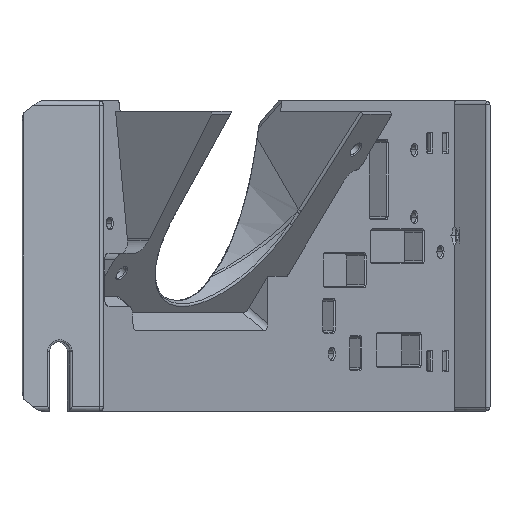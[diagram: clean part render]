
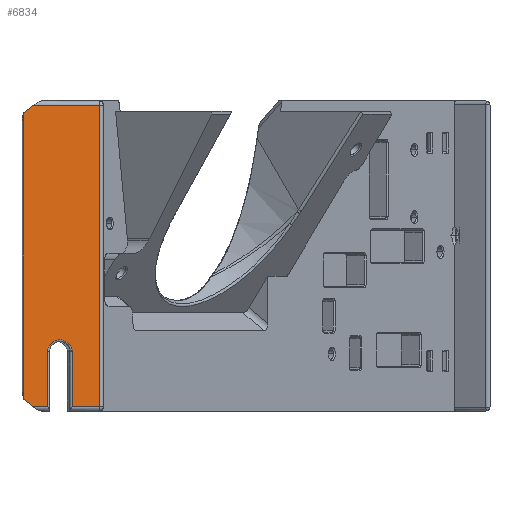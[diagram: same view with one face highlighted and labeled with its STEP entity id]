
A CAD part, front view. The second image highlights one B-rep face of the part: STEP entity #6834.
In plain terms, the highlighted planar face has unit normal (0.102, -0.995, 0).
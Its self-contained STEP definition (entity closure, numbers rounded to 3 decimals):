
#141 = VERTEX_POINT ( 'NONE', #5695 ) ;
#188 = LINE ( 'NONE', #6187, #3001 ) ;
#330 = CARTESIAN_POINT ( 'NONE',  ( 4.643, -45.237, 0. ) ) ;
#369 = CARTESIAN_POINT ( 'NONE',  ( -120.097, -58.039, 13.299 ) ) ;
#409 = VERTEX_POINT ( 'NONE', #2365 ) ;
#414 = CARTESIAN_POINT ( 'NONE',  ( -119.352, -57.962, 12.914 ) ) ;
#477 = AXIS2_PLACEMENT_3D ( 'NONE', #330, #4518, #7516 ) ;
#561 = CARTESIAN_POINT ( 'NONE',  ( -119.69, -57.997, 13.137 ) ) ;
#563 = CARTESIAN_POINT ( 'NONE',  ( -124.156, -58.455, 10.5 ) ) ;
#601 = LINE ( 'NONE', #3619, #9394 ) ;
#605 = CARTESIAN_POINT ( 'NONE',  ( -122.9, -58.326, 12.961 ) ) ;
#832 = DIRECTION ( 'NONE',  ( -0.995, -0.102, 0. ) ) ;
#881 = CARTESIAN_POINT ( 'NONE',  ( 4.643, -45.237, 71. ) ) ;
#922 = LINE ( 'NONE', #4734, #9048 ) ;
#1055 = LINE ( 'NONE', #3177, #4388 ) ;
#1183 = ORIENTED_EDGE ( 'NONE', *, *, #6796, .T. ) ;
#1362 = CARTESIAN_POINT ( 'NONE',  ( -121.171, -58.149, 13.5 ) ) ;
#1497 = CARTESIAN_POINT ( 'NONE',  ( -121.171, -58.149, 13.5 ) ) ;
#1664 = FACE_OUTER_BOUND ( 'NONE', #3066, .T. ) ;
#1757 = ORIENTED_EDGE ( 'NONE', *, *, #6723, .T. ) ;
#1813 = EDGE_CURVE ( 'NONE', #5722, #4556, #1876, .T. ) ;
#1876 = B_SPLINE_CURVE_WITH_KNOTS ( 'NONE', 3,
 ( #563, #2928, #5068, #2881, #3577, #3672, #4368, #7414, #9007, #2189, #5212, #605, #7515, #6013, #6717, #2830, #9761, #6572, #5815, #1497 ),
 .UNSPECIFIED., .F., .F.,
 ( 4, 1, 1, 1, 2, 2, 2, 1, 1, 1, 2, 2, 4 ),
 ( 0., 0.125, 0.187, 0.219, 0.234, 0.25, 0.5, 0.625, 0.688, 0.719, 0.734, 0.75, 1. ),
 .UNSPECIFIED. ) ;
#1946 = CARTESIAN_POINT ( 'NONE',  ( -121.171, -58.149, 13.5 ) ) ;
#2090 = CARTESIAN_POINT ( 'NONE',  ( -120.228, -58.052, 13.347 ) ) ;
#2189 = CARTESIAN_POINT ( 'NONE',  ( -123.573, -58.395, 12.329 ) ) ;
#2208 = ORIENTED_EDGE ( 'NONE', *, *, #8085, .T. ) ;
#2298 = VERTEX_POINT ( 'NONE', #9488 ) ;
#2365 = CARTESIAN_POINT ( 'NONE',  ( -130.124, -59.068, -1.058 ) ) ;
#2378 = VECTOR ( 'NONE', #7883, 1000. ) ;
#2536 = EDGE_CURVE ( 'NONE', #4251, #4663, #8091, .T. ) ;
#2637 = CARTESIAN_POINT ( 'NONE',  ( -118.187, -57.843, 10.5 ) ) ;
#2722 = LINE ( 'NONE', #3414, #3795 ) ;
#2830 = CARTESIAN_POINT ( 'NONE',  ( -122.318, -58.266, 13.27 ) ) ;
#2850 = ORIENTED_EDGE ( 'NONE', *, *, #2536, .T. ) ;
#2881 = CARTESIAN_POINT ( 'NONE',  ( -124.053, -58.445, 11.291 ) ) ;
#2889 = CARTESIAN_POINT ( 'NONE',  ( -127.67, -58.816, 71. ) ) ;
#2925 = VECTOR ( 'NONE', #832, 1000. ) ;
#2928 = CARTESIAN_POINT ( 'NONE',  ( -124.156, -58.455, 10.691 ) ) ;
#3001 = VECTOR ( 'NONE', #9232, 1000. ) ;
#3066 = EDGE_LOOP ( 'NONE', ( #1183, #5494, #2850, #7962, #6814, #7210, #7281, #7147, #8487, #2208, #1757 ) ) ;
#3098 = LINE ( 'NONE', #4587, #3649 ) ;
#3177 = CARTESIAN_POINT ( 'NONE',  ( -130.124, -59.068, 96. ) ) ;
#3241 = LINE ( 'NONE', #4736, #2378 ) ;
#3264 = CARTESIAN_POINT ( 'NONE',  ( -127.67, -58.816, -3. ) ) ;
#3377 = CARTESIAN_POINT ( 'NONE',  ( -118.467, -57.871, 11.77 ) ) ;
#3414 = CARTESIAN_POINT ( 'NONE',  ( 4.643, -45.237, -3. ) ) ;
#3427 = CARTESIAN_POINT ( 'NONE',  ( -118.723, -57.898, 12.238 ) ) ;
#3574 = CARTESIAN_POINT ( 'NONE',  ( -118.257, -57.85, 11.25 ) ) ;
#3577 = CARTESIAN_POINT ( 'NONE',  ( -124.003, -58.439, 11.448 ) ) ;
#3603 = EDGE_CURVE ( 'NONE', #141, #409, #1055, .T. ) ;
#3619 = CARTESIAN_POINT ( 'NONE',  ( -47.445, -50.582, -66.5 ) ) ;
#3649 = VECTOR ( 'NONE', #5391, 1000. ) ;
#3672 = CARTESIAN_POINT ( 'NONE',  ( -123.98, -58.437, 11.515 ) ) ;
#3795 = VECTOR ( 'NONE', #4255, 1000. ) ;
#3905 = VERTEX_POINT ( 'NONE', #8455 ) ;
#4134 = EDGE_CURVE ( 'NONE', #5196, #6913, #2722, .T. ) ;
#4176 = CARTESIAN_POINT ( 'NONE',  ( -120.161, -58.045, 13.323 ) ) ;
#4251 = VERTEX_POINT ( 'NONE', #5845 ) ;
#4255 = DIRECTION ( 'NONE',  ( 0.995, 0.102, 0. ) ) ;
#4317 = CARTESIAN_POINT ( 'NONE',  ( -120.982, -58.129, 13.5 ) ) ;
#4329 = CARTESIAN_POINT ( 'NONE',  ( -118.187, -57.843, 10.5 ) ) ;
#4368 = CARTESIAN_POINT ( 'NONE',  ( -123.963, -58.435, 11.56 ) ) ;
#4388 = VECTOR ( 'NONE', #7113, 1000. ) ;
#4395 = EDGE_CURVE ( 'NONE', #2298, #4251, #3241, .T. ) ;
#4475 = LINE ( 'NONE', #7471, #7952 ) ;
#4518 = DIRECTION ( 'NONE',  ( 0.102, -0.995, 0. ) ) ;
#4556 = VERTEX_POINT ( 'NONE', #1362 ) ;
#4587 = CARTESIAN_POINT ( 'NONE',  ( -124.156, -58.455, 0. ) ) ;
#4642 = EDGE_CURVE ( 'NONE', #141, #4663, #4475, .T. ) ;
#4663 = VERTEX_POINT ( 'NONE', #2889 ) ;
#4734 = CARTESIAN_POINT ( 'NONE',  ( -118.187, -57.843, 0. ) ) ;
#4736 = CARTESIAN_POINT ( 'NONE',  ( -111.374, -57.143, 0. ) ) ;
#4970 = CARTESIAN_POINT ( 'NONE',  ( -118.916, -57.917, 12.475 ) ) ;
#5068 = CARTESIAN_POINT ( 'NONE',  ( -124.129, -58.452, 10.972 ) ) ;
#5110 = EDGE_CURVE ( 'NONE', #5196, #409, #601, .T. ) ;
#5196 = VERTEX_POINT ( 'NONE', #3264 ) ;
#5212 = CARTESIAN_POINT ( 'NONE',  ( -123.136, -58.35, 12.768 ) ) ;
#5391 = DIRECTION ( 'NONE',  ( 0., 0., 1. ) ) ;
#5494 = ORIENTED_EDGE ( 'NONE', *, *, #4395, .T. ) ;
#5695 = CARTESIAN_POINT ( 'NONE',  ( -130.124, -59.068, 69.058 ) ) ;
#5722 = VERTEX_POINT ( 'NONE', #6781 ) ;
#5815 = CARTESIAN_POINT ( 'NONE',  ( -121.551, -58.188, 13.5 ) ) ;
#5845 = CARTESIAN_POINT ( 'NONE',  ( -111.374, -57.143, 71. ) ) ;
#6013 = CARTESIAN_POINT ( 'NONE',  ( -122.435, -58.278, 13.219 ) ) ;
#6187 = CARTESIAN_POINT ( 'NONE',  ( 4.643, -45.237, -3. ) ) ;
#6423 = CARTESIAN_POINT ( 'NONE',  ( -118.436, -57.868, 11.7 ) ) ;
#6502 = CARTESIAN_POINT ( 'NONE',  ( -124.156, -58.455, -3. ) ) ;
#6572 = CARTESIAN_POINT ( 'NONE',  ( -121.917, -58.225, 13.43 ) ) ;
#6661 = DIRECTION ( 'NONE',  ( -0.782, -0.08, 0.619 ) ) ;
#6717 = CARTESIAN_POINT ( 'NONE',  ( -122.365, -58.271, 13.25 ) ) ;
#6723 = EDGE_CURVE ( 'NONE', #7649, #3905, #922, .T. ) ;
#6781 = CARTESIAN_POINT ( 'NONE',  ( -124.156, -58.455, 10.5 ) ) ;
#6796 = EDGE_CURVE ( 'NONE', #3905, #2298, #188, .T. ) ;
#6814 = ORIENTED_EDGE ( 'NONE', *, *, #3603, .T. ) ;
#6817 = DIRECTION ( 'NONE',  ( 0.782, 0.08, 0.619 ) ) ;
#6834 = ADVANCED_FACE ( 'NONE', ( #1664 ), #7124, .T. ) ;
#6913 = VERTEX_POINT ( 'NONE', #6502 ) ;
#7113 = DIRECTION ( 'NONE',  ( 0., 0., -1. ) ) ;
#7124 = PLANE ( 'NONE',  #477 ) ;
#7147 = ORIENTED_EDGE ( 'NONE', *, *, #7581, .T. ) ;
#7210 = ORIENTED_EDGE ( 'NONE', *, *, #5110, .F. ) ;
#7213 = CARTESIAN_POINT ( 'NONE',  ( -120.117, -58.041, 13.307 ) ) ;
#7281 = ORIENTED_EDGE ( 'NONE', *, *, #4134, .T. ) ;
#7312 = CARTESIAN_POINT ( 'NONE',  ( -118.416, -57.866, 11.652 ) ) ;
#7414 = CARTESIAN_POINT ( 'NONE',  ( -123.956, -58.435, 11.58 ) ) ;
#7471 = CARTESIAN_POINT ( 'NONE',  ( -80.324, -53.957, 108.476 ) ) ;
#7491 = B_SPLINE_CURVE_WITH_KNOTS ( 'NONE', 3,
 ( #1946, #4317, #8904, #8858, #2090, #4176, #7213, #369, #561, #414, #4970, #3427, #8019, #3377, #6423, #7312, #8066, #3574, #9464, #2637 ),
 .UNSPECIFIED., .F., .F.,
 ( 4, 1, 1, 1, 2, 2, 2, 1, 1, 1, 2, 2, 4 ),
 ( 0., 0.125, 0.188, 0.219, 0.234, 0.25, 0.5, 0.625, 0.688, 0.719, 0.734, 0.75, 1. ),
 .UNSPECIFIED. ) ;
#7515 = CARTESIAN_POINT ( 'NONE',  ( -122.595, -58.295, 13.14 ) ) ;
#7516 = DIRECTION ( 'NONE',  ( 0.995, 0.102, 0. ) ) ;
#7581 = EDGE_CURVE ( 'NONE', #6913, #5722, #3098, .T. ) ;
#7649 = VERTEX_POINT ( 'NONE', #4329 ) ;
#7784 = DIRECTION ( 'NONE',  ( 0., 0., -1. ) ) ;
#7883 = DIRECTION ( 'NONE',  ( 0., 0., 1. ) ) ;
#7952 = VECTOR ( 'NONE', #6817, 1000. ) ;
#7962 = ORIENTED_EDGE ( 'NONE', *, *, #4642, .F. ) ;
#8019 = CARTESIAN_POINT ( 'NONE',  ( -118.545, -57.879, 11.931 ) ) ;
#8066 = CARTESIAN_POINT ( 'NONE',  ( -118.405, -57.865, 11.626 ) ) ;
#8085 = EDGE_CURVE ( 'NONE', #4556, #7649, #7491, .T. ) ;
#8091 = LINE ( 'NONE', #881, #2925 ) ;
#8455 = CARTESIAN_POINT ( 'NONE',  ( -118.187, -57.843, -3. ) ) ;
#8487 = ORIENTED_EDGE ( 'NONE', *, *, #1813, .T. ) ;
#8858 = CARTESIAN_POINT ( 'NONE',  ( -120.385, -58.068, 13.397 ) ) ;
#8904 = CARTESIAN_POINT ( 'NONE',  ( -120.702, -58.101, 13.474 ) ) ;
#9007 = CARTESIAN_POINT ( 'NONE',  ( -123.795, -58.418, 11.989 ) ) ;
#9048 = VECTOR ( 'NONE', #7784, 1000. ) ;
#9232 = DIRECTION ( 'NONE',  ( 0.995, 0.102, 0. ) ) ;
#9394 = VECTOR ( 'NONE', #6661, 1000. ) ;
#9464 = CARTESIAN_POINT ( 'NONE',  ( -118.187, -57.843, 10.882 ) ) ;
#9488 = CARTESIAN_POINT ( 'NONE',  ( -111.374, -57.143, -3. ) ) ;
#9761 = CARTESIAN_POINT ( 'NONE',  ( -122.292, -58.264, 13.281 ) ) ;
